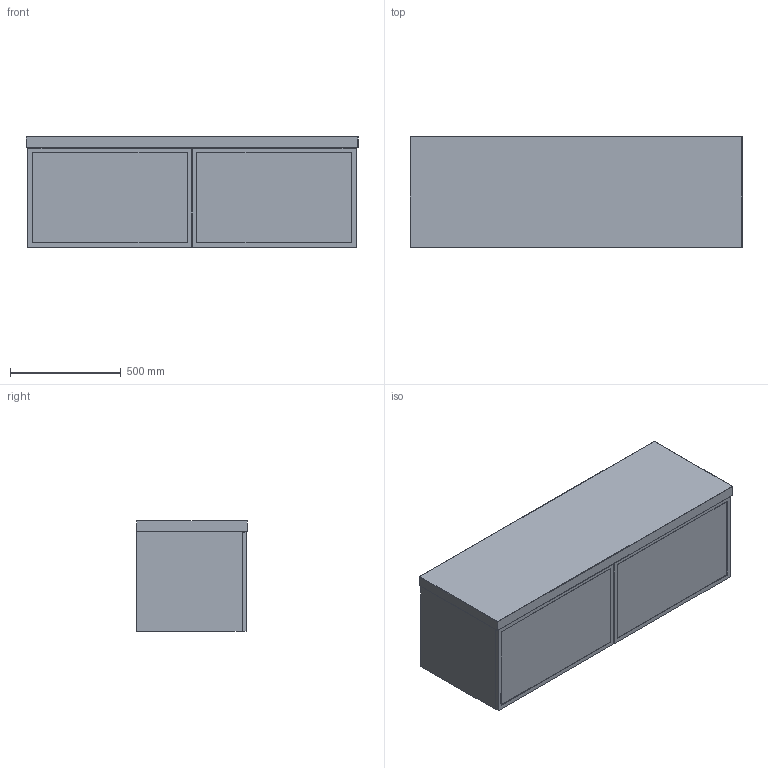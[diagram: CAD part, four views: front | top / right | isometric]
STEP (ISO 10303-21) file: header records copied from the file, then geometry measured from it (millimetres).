
FILE_DESCRIPTION(/* description */ (''),/* implementation_level */ '2;1');
FILE_NAME(/* name */ 'Kado Lux Slim 1500 (50MM)',/* time_stamp */ '2025-07-09T15:05:09+10:00',/* author */ (''),/* organization */ (''),/* preprocessor_version */ 'ST-DEVELOPER v16.5',/* originating_system */ '',/* authorisation */ '');
FILE_SCHEMA (('AUTOMOTIVE_DESIGN'));
Length unit declared in the file: millimetre
Products named in the file (9): Document; Kado Lux Slim 1500 (50MM); Kado Lux Slim ALL1415; Kado Lux Slim 150013; Lux Slim Drawer Front 74011; Lux Slim Drawer Front 7408; Kado Lux Slim Carcass 150010; 50MM Benchtop (Semi-Inset) ALL12; 1500 Benchtop (50mm)23456
Assembly tree (9 placements, depth 6):
  Document
    Kado Lux Slim 1500 (50MM)
      Kado Lux Slim ALL1415
        Kado Lux Slim 150013
          Lux Slim Drawer Front 74011  x2
            Lux Slim Drawer Front 7408
          Kado Lux Slim Carcass 150010
      50MM Benchtop (Semi-Inset) ALL12
        1500 Benchtop (50mm)23456
Bounding box: 1500 x 500 x 500 mm (x, y, z)
Volume: 50412075.4 mm3; surface area: 7173773.2 mm2
Topology: 8 solids, 8 shells, 80 faces, 169 edges, 102 vertices
Faces by surface type: plane 63, cylinder 11, bspline 6
Entity records: 2071 total; most frequent: CARTESIAN_POINT 740, ORIENTED_EDGE 278, EDGE_CURVE 139, B_SPLINE_CURVE_WITH_KNOTS 119, DIRECTION 105, VERTEX_POINT 86, AXIS2_PLACEMENT_3D 84, EDGE_LOOP 71
